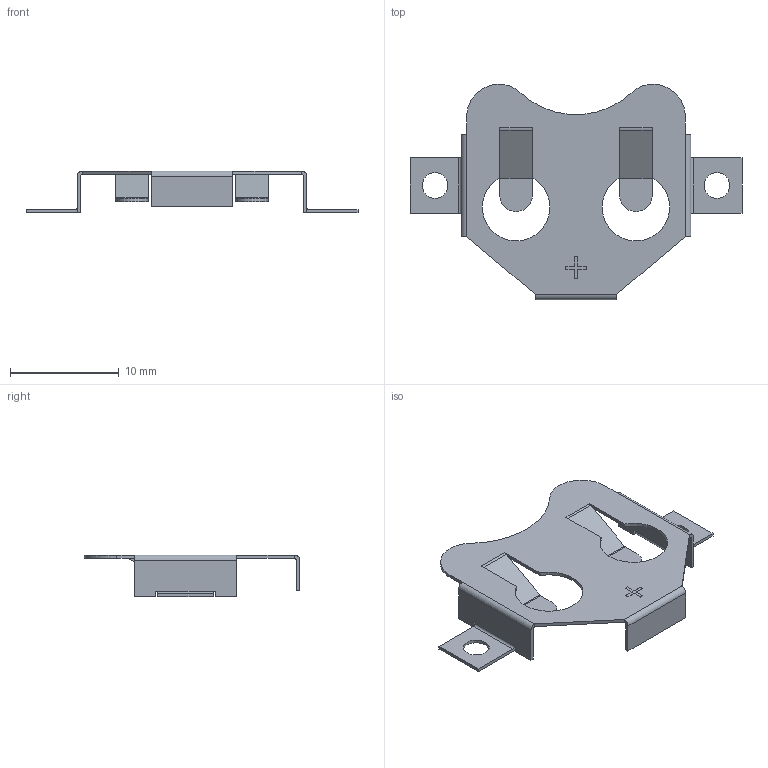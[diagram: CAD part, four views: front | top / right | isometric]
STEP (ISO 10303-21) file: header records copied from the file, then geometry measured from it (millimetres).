
FILE_DESCRIPTION(/* description */ ('Unknown'),/* implementation_level */ '2;1');
FILE_NAME(/* name */ 'A_Wurth_WA-BCMC_79523141',/* time_stamp */ '2026-01-07T14:33:44+08:00',/* author */ ('Unknown'),/* organization */ ('Unknown'),/* preprocessor_version */ 'ST-DEVELOPER v19.4',/* originating_system */ 'Solid Edge',/* authorisation */ 'Unknown');
FILE_SCHEMA (('AUTOMOTIVE_DESIGN {1 0 10303 214 3 1 1}'));
Length unit declared in the file: millimetre
Products named in the file (2): A_Wurth_WA-BCMC_79523141
Assembly tree (1 placements, depth 2):
  A_Wurth_WA-BCMC_79523141
    A_Wurth_WA-BCMC_79523141
Bounding box: 30.5 x 19.8 x 3.85 mm (x, y, z)
Volume: 127.4 mm3; surface area: 914.7 mm2
Topology: 1 solids, 1 shells, 103 faces, 272 edges, 172 vertices
Faces by surface type: plane 74, cylinder 29
Full cylindrical faces by diameter (mm): 2.35 x2
Entity records: 3171 total; most frequent: CARTESIAN_POINT 571, ORIENTED_EDGE 540, DIRECTION 514, EDGE_CURVE 270, LINE 188, VECTOR 188, VERTEX_POINT 172, AXIS2_PLACEMENT_3D 163
